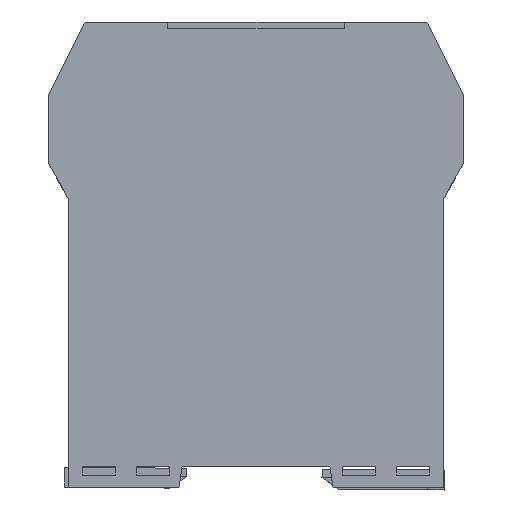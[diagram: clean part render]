
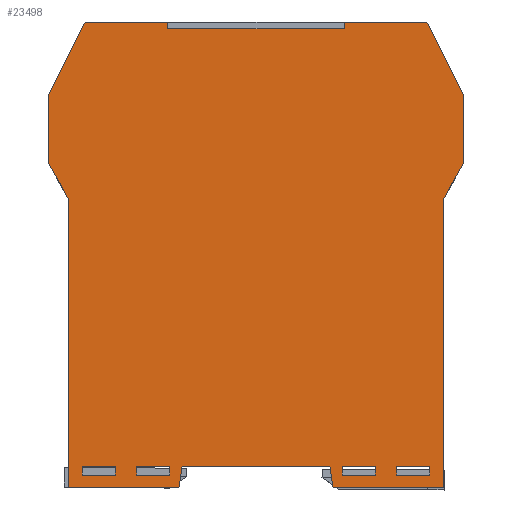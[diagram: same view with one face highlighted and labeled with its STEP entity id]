
A CAD part, top view. The second image highlights one B-rep face of the part: STEP entity #23498.
In plain terms, the highlighted planar face has unit normal (0, 0, 1).
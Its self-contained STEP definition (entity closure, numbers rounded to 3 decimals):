
#607=LINE('',#33121,#3647);
#611=LINE('',#33130,#3651);
#615=LINE('',#33139,#3655);
#619=LINE('',#33148,#3659);
#633=LINE('',#33177,#3673);
#637=LINE('',#33186,#3677);
#641=LINE('',#33195,#3681);
#645=LINE('',#33204,#3685);
#665=LINE('',#33242,#3705);
#676=LINE('',#33264,#3716);
#689=LINE('',#33288,#3729);
#700=LINE('',#33308,#3740);
#708=LINE('',#33324,#3748);
#735=LINE('',#33390,#3775);
#737=LINE('',#33395,#3777);
#1123=LINE('',#34210,#4163);
#1126=LINE('',#34215,#4166);
#1128=LINE('',#34220,#4168);
#1130=LINE('',#34226,#4170);
#1132=LINE('',#34230,#4172);
#1134=LINE('',#34234,#4174);
#1136=LINE('',#34237,#4176);
#1137=LINE('',#34239,#4177);
#1138=LINE('',#34242,#4178);
#1140=LINE('',#34245,#4180);
#1141=LINE('',#34246,#4181);
#1142=LINE('',#34247,#4182);
#1143=LINE('',#34248,#4183);
#1144=LINE('',#34249,#4184);
#1146=LINE('',#34253,#4186);
#1148=LINE('',#34257,#4188);
#1150=LINE('',#34261,#4190);
#1152=LINE('',#34265,#4192);
#1154=LINE('',#34268,#4194);
#3647=VECTOR('',#26715,10.);
#3651=VECTOR('',#26721,10.);
#3655=VECTOR('',#26727,10.);
#3659=VECTOR('',#26733,10.);
#3673=VECTOR('',#26753,10.);
#3677=VECTOR('',#26759,10.);
#3681=VECTOR('',#26765,10.);
#3685=VECTOR('',#26771,10.);
#3705=VECTOR('',#26799,10.);
#3716=VECTOR('',#26818,10.);
#3729=VECTOR('',#26841,10.);
#3740=VECTOR('',#26860,10.);
#3748=VECTOR('',#26876,10.);
#3775=VECTOR('',#26919,10.);
#3777=VECTOR('',#26923,10.);
#4163=VECTOR('',#27687,10.);
#4166=VECTOR('',#27692,10.);
#4168=VECTOR('',#27696,10.);
#4170=VECTOR('',#27704,10.);
#4172=VECTOR('',#27708,10.);
#4174=VECTOR('',#27712,10.);
#4176=VECTOR('',#27716,10.);
#4177=VECTOR('',#27719,10.);
#4178=VECTOR('',#27722,10.);
#4180=VECTOR('',#27726,10.);
#4181=VECTOR('',#27727,10.);
#4182=VECTOR('',#27728,10.);
#4183=VECTOR('',#27729,10.);
#4184=VECTOR('',#27730,10.);
#4186=VECTOR('',#27734,10.);
#4188=VECTOR('',#27738,10.);
#4190=VECTOR('',#27742,10.);
#4192=VECTOR('',#27746,10.);
#4194=VECTOR('',#27750,10.);
#6681=PLANE('',#24922);
#7512=FACE_BOUND('',#9235,.T.);
#7513=FACE_BOUND('',#9236,.T.);
#7514=FACE_BOUND('',#9237,.T.);
#7515=FACE_BOUND('',#9238,.T.);
#7966=FACE_OUTER_BOUND('',#9234,.T.);
#9234=EDGE_LOOP('',(#18025,#18026,#18027,#18028,#18029,#18030,#18031,#18032,
#18033,#18034,#18035,#18036,#18037,#18038,#18039,#18040,#18041,#18042));
#9235=EDGE_LOOP('',(#18043,#18044,#18045,#18046));
#9236=EDGE_LOOP('',(#18047,#18048,#18049,#18050));
#9237=EDGE_LOOP('',(#18051,#18052,#18053,#18054));
#9238=EDGE_LOOP('',(#18055,#18056,#18057,#18058));
#10895=VERTEX_POINT('',#33119);
#10896=VERTEX_POINT('',#33120);
#10899=VERTEX_POINT('',#33128);
#10900=VERTEX_POINT('',#33129);
#10903=VERTEX_POINT('',#33137);
#10904=VERTEX_POINT('',#33138);
#10907=VERTEX_POINT('',#33146);
#10908=VERTEX_POINT('',#33147);
#10919=VERTEX_POINT('',#33175);
#10920=VERTEX_POINT('',#33176);
#10923=VERTEX_POINT('',#33184);
#10924=VERTEX_POINT('',#33185);
#10927=VERTEX_POINT('',#33193);
#10928=VERTEX_POINT('',#33194);
#10931=VERTEX_POINT('',#33202);
#10932=VERTEX_POINT('',#33203);
#10967=VERTEX_POINT('',#33321);
#10968=VERTEX_POINT('',#33323);
#10999=VERTEX_POINT('',#33388);
#11000=VERTEX_POINT('',#33392);
#11001=VERTEX_POINT('',#33394);
#11240=VERTEX_POINT('',#34207);
#11241=VERTEX_POINT('',#34209);
#11242=VERTEX_POINT('',#34213);
#11243=VERTEX_POINT('',#34217);
#11244=VERTEX_POINT('',#34219);
#11245=VERTEX_POINT('',#34225);
#11246=VERTEX_POINT('',#34229);
#11247=VERTEX_POINT('',#34233);
#11248=VERTEX_POINT('',#34241);
#11249=VERTEX_POINT('',#34252);
#11250=VERTEX_POINT('',#34256);
#11251=VERTEX_POINT('',#34260);
#11252=VERTEX_POINT('',#34264);
#13218=EDGE_CURVE('',#10895,#10896,#607,.T.);
#13222=EDGE_CURVE('',#10899,#10900,#611,.T.);
#13226=EDGE_CURVE('',#10903,#10904,#615,.T.);
#13230=EDGE_CURVE('',#10907,#10908,#619,.T.);
#13244=EDGE_CURVE('',#10919,#10920,#633,.T.);
#13248=EDGE_CURVE('',#10923,#10924,#637,.T.);
#13252=EDGE_CURVE('',#10927,#10928,#641,.T.);
#13256=EDGE_CURVE('',#10931,#10932,#645,.T.);
#13276=EDGE_CURVE('',#10908,#10903,#665,.T.);
#13287=EDGE_CURVE('',#10900,#10895,#676,.T.);
#13300=EDGE_CURVE('',#10924,#10919,#689,.T.);
#13311=EDGE_CURVE('',#10932,#10927,#700,.T.);
#13319=EDGE_CURVE('',#10967,#10968,#708,.T.);
#13353=EDGE_CURVE('',#10999,#10967,#735,.T.);
#13355=EDGE_CURVE('',#11000,#11001,#737,.T.);
#13759=EDGE_CURVE('',#11240,#11241,#1123,.T.);
#13762=EDGE_CURVE('',#11242,#11240,#1126,.T.);
#13764=EDGE_CURVE('',#11243,#11244,#1128,.T.);
#13766=EDGE_CURVE('',#11244,#11245,#1130,.T.);
#13768=EDGE_CURVE('',#11245,#11246,#1132,.T.);
#13770=EDGE_CURVE('',#11246,#11247,#1134,.T.);
#13772=EDGE_CURVE('',#11247,#11242,#1136,.T.);
#13773=EDGE_CURVE('',#11241,#10999,#1137,.T.);
#13774=EDGE_CURVE('',#10968,#11248,#1138,.T.);
#13776=EDGE_CURVE('',#10928,#10931,#1140,.T.);
#13777=EDGE_CURVE('',#10920,#10923,#1141,.T.);
#13778=EDGE_CURVE('',#11248,#11000,#1142,.T.);
#13779=EDGE_CURVE('',#10904,#10907,#1143,.T.);
#13780=EDGE_CURVE('',#10896,#10899,#1144,.T.);
#13782=EDGE_CURVE('',#11001,#11249,#1146,.T.);
#13784=EDGE_CURVE('',#11249,#11250,#1148,.T.);
#13786=EDGE_CURVE('',#11250,#11251,#1150,.T.);
#13788=EDGE_CURVE('',#11251,#11252,#1152,.T.);
#13790=EDGE_CURVE('',#11252,#11243,#1154,.T.);
#18025=ORIENTED_EDGE('',*,*,#13766,.F.);
#18026=ORIENTED_EDGE('',*,*,#13764,.F.);
#18027=ORIENTED_EDGE('',*,*,#13790,.F.);
#18028=ORIENTED_EDGE('',*,*,#13788,.F.);
#18029=ORIENTED_EDGE('',*,*,#13786,.F.);
#18030=ORIENTED_EDGE('',*,*,#13784,.F.);
#18031=ORIENTED_EDGE('',*,*,#13782,.F.);
#18032=ORIENTED_EDGE('',*,*,#13355,.F.);
#18033=ORIENTED_EDGE('',*,*,#13778,.F.);
#18034=ORIENTED_EDGE('',*,*,#13774,.F.);
#18035=ORIENTED_EDGE('',*,*,#13319,.F.);
#18036=ORIENTED_EDGE('',*,*,#13353,.F.);
#18037=ORIENTED_EDGE('',*,*,#13773,.F.);
#18038=ORIENTED_EDGE('',*,*,#13759,.F.);
#18039=ORIENTED_EDGE('',*,*,#13762,.F.);
#18040=ORIENTED_EDGE('',*,*,#13772,.F.);
#18041=ORIENTED_EDGE('',*,*,#13770,.F.);
#18042=ORIENTED_EDGE('',*,*,#13768,.F.);
#18043=ORIENTED_EDGE('',*,*,#13222,.T.);
#18044=ORIENTED_EDGE('',*,*,#13287,.T.);
#18045=ORIENTED_EDGE('',*,*,#13218,.T.);
#18046=ORIENTED_EDGE('',*,*,#13780,.T.);
#18047=ORIENTED_EDGE('',*,*,#13230,.T.);
#18048=ORIENTED_EDGE('',*,*,#13276,.T.);
#18049=ORIENTED_EDGE('',*,*,#13226,.T.);
#18050=ORIENTED_EDGE('',*,*,#13779,.T.);
#18051=ORIENTED_EDGE('',*,*,#13248,.T.);
#18052=ORIENTED_EDGE('',*,*,#13300,.T.);
#18053=ORIENTED_EDGE('',*,*,#13244,.T.);
#18054=ORIENTED_EDGE('',*,*,#13777,.T.);
#18055=ORIENTED_EDGE('',*,*,#13256,.T.);
#18056=ORIENTED_EDGE('',*,*,#13311,.T.);
#18057=ORIENTED_EDGE('',*,*,#13252,.T.);
#18058=ORIENTED_EDGE('',*,*,#13776,.T.);
#23498=ADVANCED_FACE('',(#7966,#7512,#7513,#7514,#7515),#6681,.T.);
#24922=AXIS2_PLACEMENT_3D('',#34269,#27751,#27752);
#26715=DIRECTION('',(0.,1.,0.));
#26721=DIRECTION('',(0.,-1.,0.));
#26727=DIRECTION('',(0.,1.,0.));
#26733=DIRECTION('',(0.,-1.,0.));
#26753=DIRECTION('',(0.,1.,0.));
#26759=DIRECTION('',(0.,-1.,0.));
#26765=DIRECTION('',(0.,1.,0.));
#26771=DIRECTION('',(0.,-1.,0.));
#26799=DIRECTION('',(-1.,0.,0.));
#26818=DIRECTION('',(-1.,0.,0.));
#26841=DIRECTION('',(-1.,0.,0.));
#26860=DIRECTION('',(-1.,0.,0.));
#26876=DIRECTION('',(-1.,0.,0.));
#26919=DIRECTION('',(0.,-1.,0.));
#26923=DIRECTION('',(-0.148,-0.989,0.));
#27687=DIRECTION('',(0.,-1.,0.));
#27692=DIRECTION('',(0.451,-0.892,0.));
#27696=DIRECTION('',(1.,0.,0.));
#27704=DIRECTION('',(0.,-1.,0.));
#27708=DIRECTION('',(1.,0.,0.));
#27712=DIRECTION('',(0.,1.,0.));
#27716=DIRECTION('',(1.,0.,0.));
#27719=DIRECTION('',(-0.49,-0.872,0.));
#27722=DIRECTION('',(-0.148,0.989,0.));
#27726=DIRECTION('',(1.,0.,0.));
#27727=DIRECTION('',(1.,0.,0.));
#27728=DIRECTION('',(-1.,0.,0.));
#27729=DIRECTION('',(1.,0.,0.));
#27730=DIRECTION('',(1.,0.,0.));
#27734=DIRECTION('',(-1.,0.,0.));
#27738=DIRECTION('',(0.,1.,0.));
#27742=DIRECTION('',(-0.49,0.872,0.));
#27746=DIRECTION('',(0.,1.,0.));
#27750=DIRECTION('',(0.451,0.892,0.));
#27751=DIRECTION('center_axis',(0.,0.,1.));
#27752=DIRECTION('ref_axis',(1.,0.,0.));
#33119=CARTESIAN_POINT('',(-0.7,-107.25,8.75));
#33120=CARTESIAN_POINT('',(-0.7,-105.15,8.75));
#33121=CARTESIAN_POINT('',(-0.7,-81.623,8.75));
#33128=CARTESIAN_POINT('',(7.2,-105.15,8.75));
#33129=CARTESIAN_POINT('',(7.2,-107.25,8.75));
#33130=CARTESIAN_POINT('',(7.2,-80.573,8.75));
#33137=CARTESIAN_POINT('',(12.2,-107.25,8.75));
#33138=CARTESIAN_POINT('',(12.2,-105.15,8.75));
#33139=CARTESIAN_POINT('',(12.2,-81.623,8.75));
#33146=CARTESIAN_POINT('',(20.1,-105.15,8.75));
#33147=CARTESIAN_POINT('',(20.1,-107.25,8.75));
#33148=CARTESIAN_POINT('',(20.1,-80.573,8.75));
#33175=CARTESIAN_POINT('',(60.9,-107.25,8.75));
#33176=CARTESIAN_POINT('',(60.9,-105.15,8.75));
#33177=CARTESIAN_POINT('',(60.9,-81.623,8.75));
#33184=CARTESIAN_POINT('',(68.8,-105.15,8.75));
#33185=CARTESIAN_POINT('',(68.8,-107.25,8.75));
#33186=CARTESIAN_POINT('',(68.8,-80.573,8.75));
#33193=CARTESIAN_POINT('',(73.8,-107.25,8.75));
#33194=CARTESIAN_POINT('',(73.8,-105.15,8.75));
#33195=CARTESIAN_POINT('',(73.8,-81.623,8.75));
#33202=CARTESIAN_POINT('',(81.7,-105.15,8.75));
#33203=CARTESIAN_POINT('',(81.7,-107.25,8.75));
#33204=CARTESIAN_POINT('',(81.7,-80.573,8.75));
#33242=CARTESIAN_POINT('',(30.3,-107.25,8.75));
#33264=CARTESIAN_POINT('',(23.85,-107.25,8.75));
#33288=CARTESIAN_POINT('',(54.65,-107.25,8.75));
#33308=CARTESIAN_POINT('',(61.1,-107.25,8.75));
#33321=CARTESIAN_POINT('',(85.,-110.15,8.75));
#33323=CARTESIAN_POINT('',(58.75,-110.15,8.75));
#33324=CARTESIAN_POINT('',(85.,-110.15,8.75));
#33388=CARTESIAN_POINT('',(85.,-41.65,8.75));
#33390=CARTESIAN_POINT('',(85.,-41.65,8.75));
#33392=CARTESIAN_POINT('',(23.,-105.15,8.75));
#33394=CARTESIAN_POINT('',(22.25,-110.15,8.75));
#33395=CARTESIAN_POINT('',(23.,-105.15,8.75));
#34207=CARTESIAN_POINT('',(89.75,-17.3,8.75));
#34209=CARTESIAN_POINT('',(89.75,-33.2,8.75));
#34210=CARTESIAN_POINT('',(89.75,-17.3,8.75));
#34213=CARTESIAN_POINT('',(81.,0.,8.75));
#34215=CARTESIAN_POINT('',(81.,0.,8.75));
#34217=CARTESIAN_POINT('',(0.,0.,8.75));
#34219=CARTESIAN_POINT('',(19.6,0.,8.75));
#34220=CARTESIAN_POINT('',(0.,0.,8.75));
#34225=CARTESIAN_POINT('',(19.6,-1.5,8.75));
#34226=CARTESIAN_POINT('',(19.6,0.,8.75));
#34229=CARTESIAN_POINT('',(61.4,-1.5,8.75));
#34230=CARTESIAN_POINT('',(19.6,-1.5,8.75));
#34233=CARTESIAN_POINT('',(61.4,0.,8.75));
#34234=CARTESIAN_POINT('',(61.4,-1.5,8.75));
#34237=CARTESIAN_POINT('',(61.4,0.,8.75));
#34239=CARTESIAN_POINT('',(89.75,-33.2,8.75));
#34241=CARTESIAN_POINT('',(58.,-105.15,8.75));
#34242=CARTESIAN_POINT('',(58.75,-110.15,8.75));
#34245=CARTESIAN_POINT('',(57.15,-105.15,8.75));
#34246=CARTESIAN_POINT('',(50.7,-105.15,8.75));
#34247=CARTESIAN_POINT('',(58.,-105.15,8.75));
#34248=CARTESIAN_POINT('',(26.35,-105.15,8.75));
#34249=CARTESIAN_POINT('',(19.9,-105.15,8.75));
#34252=CARTESIAN_POINT('',(-4.,-110.15,8.75));
#34253=CARTESIAN_POINT('',(22.25,-110.15,8.75));
#34256=CARTESIAN_POINT('',(-4.,-41.65,8.75));
#34257=CARTESIAN_POINT('',(-4.,-110.15,8.75));
#34260=CARTESIAN_POINT('',(-8.75,-33.2,8.75));
#34261=CARTESIAN_POINT('',(-4.,-41.65,8.75));
#34264=CARTESIAN_POINT('',(-8.75,-17.3,8.75));
#34265=CARTESIAN_POINT('',(-8.75,-33.2,8.75));
#34268=CARTESIAN_POINT('',(-8.75,-17.3,8.75));
#34269=CARTESIAN_POINT('Origin',(40.5,-55.997,8.75));
